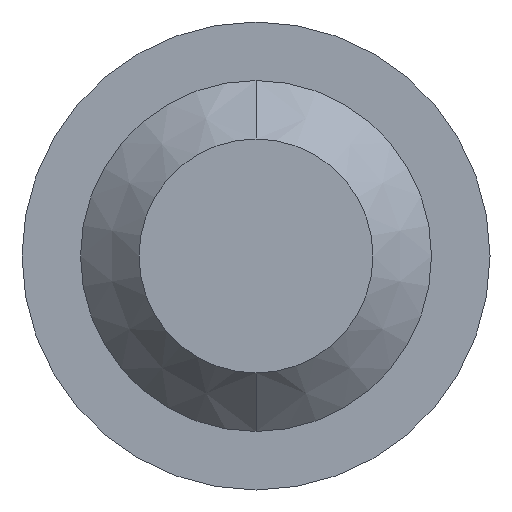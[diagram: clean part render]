
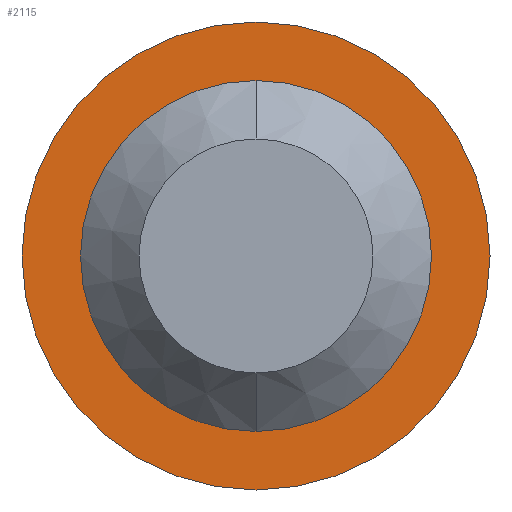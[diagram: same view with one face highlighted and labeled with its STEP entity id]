
A CAD part, front view. The second image highlights one B-rep face of the part: STEP entity #2115.
In plain terms, the highlighted planar face has unit normal (0, -1, 0).
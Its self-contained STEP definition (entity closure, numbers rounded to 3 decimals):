
#645 = AXIS2_PLACEMENT_3D ( 'NONE', #4215, #13455, #6835 ) ;
#652 = VERTEX_POINT ( 'NONE', #6829 ) ;
#965 = DIRECTION ( 'NONE',  ( 0., 0., 1. ) ) ;
#2115 = ADVANCED_FACE ( 'NONE', ( #13792, #9878 ), #16778, .F. ) ;
#2469 = AXIS2_PLACEMENT_3D ( 'NONE', #14061, #15365, #11393 ) ;
#2635 = VERTEX_POINT ( 'NONE', #14066 ) ;
#2770 = DIRECTION ( 'NONE',  ( 0., 1., 0. ) ) ;
#3169 = ORIENTED_EDGE ( 'NONE', *, *, #5751, .F. ) ;
#3407 = AXIS2_PLACEMENT_3D ( 'NONE', #12067, #2770, #9303 ) ;
#4215 = CARTESIAN_POINT ( 'NONE',  ( -2.25, 1., 0. ) ) ;
#4230 = AXIS2_PLACEMENT_3D ( 'NONE', #13223, #6659, #13337 ) ;
#5492 = CIRCLE ( 'NONE', #2469, 2.25 ) ;
#5737 = CARTESIAN_POINT ( 'NONE',  ( 0., 1., -2.25 ) ) ;
#5751 = EDGE_CURVE ( 'NONE', #652, #11401, #8573, .T. ) ;
#5779 = ORIENTED_EDGE ( 'NONE', *, *, #6173, .F. ) ;
#5916 = AXIS2_PLACEMENT_3D ( 'NONE', #12713, #11443, #965 ) ;
#6173 = EDGE_CURVE ( 'NONE', #11401, #652, #8985, .T. ) ;
#6258 = ORIENTED_EDGE ( 'NONE', *, *, #13013, .T. ) ;
#6659 = DIRECTION ( 'NONE',  ( 0., 1., 0. ) ) ;
#6829 = CARTESIAN_POINT ( 'NONE',  ( 0., 1., 4. ) ) ;
#6835 = DIRECTION ( 'NONE',  ( 0., 0., 1. ) ) ;
#7259 = EDGE_CURVE ( 'NONE', #16674, #2635, #5492, .T. ) ;
#8573 = CIRCLE ( 'NONE', #5916, 4. ) ;
#8985 = CIRCLE ( 'NONE', #3407, 4. ) ;
#9303 = DIRECTION ( 'NONE',  ( 0., 0., 1. ) ) ;
#9878 = FACE_OUTER_BOUND ( 'NONE', #10676, .T. ) ;
#10570 = EDGE_LOOP ( 'NONE', ( #6258, #12094 ) ) ;
#10676 = EDGE_LOOP ( 'NONE', ( #5779, #3169 ) ) ;
#11332 = CARTESIAN_POINT ( 'NONE',  ( 0., 1., -4. ) ) ;
#11393 = DIRECTION ( 'NONE',  ( 0., 0., 1. ) ) ;
#11401 = VERTEX_POINT ( 'NONE', #11332 ) ;
#11443 = DIRECTION ( 'NONE',  ( 0., 1., 0. ) ) ;
#12067 = CARTESIAN_POINT ( 'NONE',  ( 0., 1., 0. ) ) ;
#12094 = ORIENTED_EDGE ( 'NONE', *, *, #7259, .T. ) ;
#12713 = CARTESIAN_POINT ( 'NONE',  ( 0., 1., 0. ) ) ;
#13013 = EDGE_CURVE ( 'NONE', #2635, #16674, #15246, .T. ) ;
#13223 = CARTESIAN_POINT ( 'NONE',  ( 0., 1., 0. ) ) ;
#13337 = DIRECTION ( 'NONE',  ( 0., 0., 1. ) ) ;
#13455 = DIRECTION ( 'NONE',  ( 0., 1., 0. ) ) ;
#13792 = FACE_BOUND ( 'NONE', #10570, .T. ) ;
#14061 = CARTESIAN_POINT ( 'NONE',  ( 0., 1., 0. ) ) ;
#14066 = CARTESIAN_POINT ( 'NONE',  ( 0., 1., 2.25 ) ) ;
#15246 = CIRCLE ( 'NONE', #4230, 2.25 ) ;
#15365 = DIRECTION ( 'NONE',  ( 0., 1., 0. ) ) ;
#16674 = VERTEX_POINT ( 'NONE', #5737 ) ;
#16778 = PLANE ( 'NONE',  #645 ) ;
